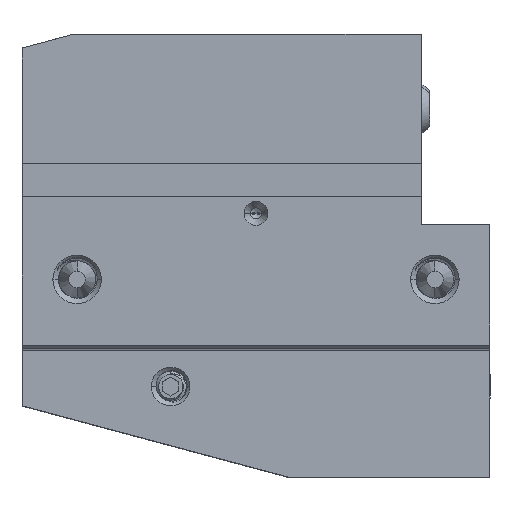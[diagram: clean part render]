
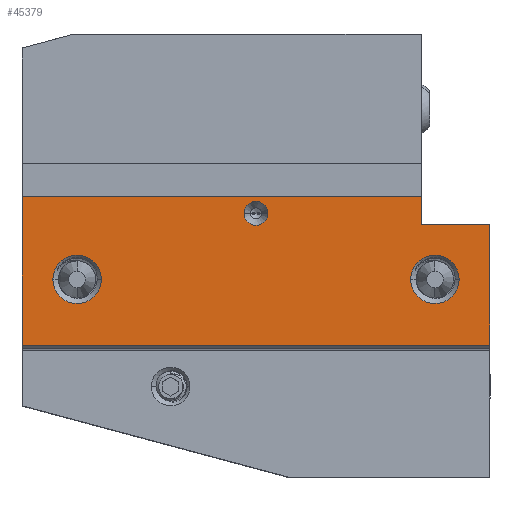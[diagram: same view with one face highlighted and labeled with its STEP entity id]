
A CAD part, top view. The second image highlights one B-rep face of the part: STEP entity #45379.
In plain terms, the highlighted planar face has unit normal (0, 0, 1).
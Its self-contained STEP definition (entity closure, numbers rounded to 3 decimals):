
#11070 = AXIS2_PLACEMENT_3D ( 'NONE', #23638, #23659, #23639 ) ;
#11147 = AXIS2_PLACEMENT_3D ( 'NONE', #43718, #43705, #43706 ) ;
#23638 = CARTESIAN_POINT ( 'NONE',  ( 42.501, 9., 22. ) ) ;
#23639 = DIRECTION ( 'NONE',  ( 0., 1., 0. ) ) ;
#23659 = DIRECTION ( 'NONE',  ( 0., 0., -1. ) ) ;
#23666 = PLANE ( 'NONE',  #11070 ) ;
#25826 = CIRCLE ( 'NONE', #11147, 4.4 ) ;
#25914 = VECTOR ( 'NONE', #45849, 1000. ) ;
#25932 = LINE ( 'NONE', #45846, #25914 ) ;
#26018 = LINE ( 'NONE', #46819, #26059 ) ;
#26024 = LINE ( 'NONE', #46918, #26029 ) ;
#26029 = VECTOR ( 'NONE', #46910, 1000. ) ;
#26038 = CIRCLE ( 'NONE', #46708, 4.4 ) ;
#26048 = CIRCLE ( 'NONE', #46695, 4.4 ) ;
#26059 = VECTOR ( 'NONE', #46813, 1000. ) ;
#26075 = CIRCLE ( 'NONE', #46697, 2.165 ) ;
#26101 = VECTOR ( 'NONE', #47420, 1000. ) ;
#26104 = LINE ( 'NONE', #47428, #26101 ) ;
#26140 = VECTOR ( 'NONE', #48799, 1000. ) ;
#26151 = VECTOR ( 'NONE', #48798, 1000. ) ;
#26157 = LINE ( 'NONE', #48761, #26151 ) ;
#26190 = LINE ( 'NONE', #48789, #26140 ) ;
#36492 = CARTESIAN_POINT ( 'NONE',  ( -42.5, 9., 22. ) ) ;
#37855 = CARTESIAN_POINT ( 'NONE',  ( 28.1, -12., 22. ) ) ;
#37904 = CARTESIAN_POINT ( 'NONE',  ( 36.9, -12., 22. ) ) ;
#38163 = CARTESIAN_POINT ( 'NONE',  ( -28.1, -12., 22. ) ) ;
#38190 = CARTESIAN_POINT ( 'NONE',  ( -36.9, -12., 22. ) ) ;
#39419 = CARTESIAN_POINT ( 'NONE',  ( 42.5, -23.939, 22. ) ) ;
#39445 = CARTESIAN_POINT ( 'NONE',  ( 30., 9., 22. ) ) ;
#39458 = CARTESIAN_POINT ( 'NONE',  ( 30., -2., 22. ) ) ;
#39467 = CARTESIAN_POINT ( 'NONE',  ( 42.5, -2., 22. ) ) ;
#39483 = CARTESIAN_POINT ( 'NONE',  ( -42.5, -23.939, 22. ) ) ;
#39777 = CARTESIAN_POINT ( 'NONE',  ( 2.165, 0., 22. ) ) ;
#39796 = CARTESIAN_POINT ( 'NONE',  ( -2.165, 0., 22. ) ) ;
#40392 = EDGE_CURVE ( 'NONE', #49334, #49374, #60033, .T. ) ;
#43705 = DIRECTION ( 'NONE',  ( 0., 0., -1. ) ) ;
#43706 = DIRECTION ( 'NONE',  ( 0., 1., 0. ) ) ;
#43718 = CARTESIAN_POINT ( 'NONE',  ( 32.5, -12., 22. ) ) ;
#45379 = ADVANCED_FACE ( 'NONE', ( #65881, #65919, #65937, #65882 ), #23666, .F. ) ;
#45846 = CARTESIAN_POINT ( 'NONE',  ( 42.501, 9., 22. ) ) ;
#45849 = DIRECTION ( 'NONE',  ( -1., 0., 0. ) ) ;
#46238 = AXIS2_PLACEMENT_3D ( 'NONE', #61090, #61087, #61105 ) ;
#46695 = AXIS2_PLACEMENT_3D ( 'NONE', #47023, #47024, #47025 ) ;
#46697 = AXIS2_PLACEMENT_3D ( 'NONE', #46804, #46824, #46837 ) ;
#46708 = AXIS2_PLACEMENT_3D ( 'NONE', #47095, #47084, #47052 ) ;
#46804 = CARTESIAN_POINT ( 'NONE',  ( 0., 0., 22. ) ) ;
#46813 = DIRECTION ( 'NONE',  ( 0., 1., 0. ) ) ;
#46819 = CARTESIAN_POINT ( 'NONE',  ( 42.5, 9., 22. ) ) ;
#46824 = DIRECTION ( 'NONE',  ( 0., 0., 1. ) ) ;
#46837 = DIRECTION ( 'NONE',  ( 1., 0., 0. ) ) ;
#46910 = DIRECTION ( 'NONE',  ( 0., -1., 0. ) ) ;
#46918 = CARTESIAN_POINT ( 'NONE',  ( -42.5, 9., 22. ) ) ;
#47023 = CARTESIAN_POINT ( 'NONE',  ( 32.5, -12., 22. ) ) ;
#47024 = DIRECTION ( 'NONE',  ( 0., 0., -1. ) ) ;
#47025 = DIRECTION ( 'NONE',  ( 0., 1., 0. ) ) ;
#47052 = DIRECTION ( 'NONE',  ( 0., 1., 0. ) ) ;
#47084 = DIRECTION ( 'NONE',  ( 0., 0., -1. ) ) ;
#47095 = CARTESIAN_POINT ( 'NONE',  ( -32.5, -12., 22. ) ) ;
#47420 = DIRECTION ( 'NONE',  ( 1., 0., 0. ) ) ;
#47428 = CARTESIAN_POINT ( 'NONE',  ( 42.501, -2., 22. ) ) ;
#48024 = VERTEX_POINT ( 'NONE', #37855 ) ;
#48071 = VERTEX_POINT ( 'NONE', #37904 ) ;
#48761 = CARTESIAN_POINT ( 'NONE',  ( 30., 9., 22. ) ) ;
#48789 = CARTESIAN_POINT ( 'NONE',  ( 42.501, -23.939, 22. ) ) ;
#48798 = DIRECTION ( 'NONE',  ( 0., -1., 0. ) ) ;
#48799 = DIRECTION ( 'NONE',  ( 1., 0., 0. ) ) ;
#49334 = VERTEX_POINT ( 'NONE', #38163 ) ;
#49374 = VERTEX_POINT ( 'NONE', #38190 ) ;
#49710 = VERTEX_POINT ( 'NONE', #36492 ) ;
#49821 = VERTEX_POINT ( 'NONE', #39445 ) ;
#49836 = VERTEX_POINT ( 'NONE', #39419 ) ;
#49868 = VERTEX_POINT ( 'NONE', #39458 ) ;
#49875 = VERTEX_POINT ( 'NONE', #39483 ) ;
#49897 = VERTEX_POINT ( 'NONE', #39467 ) ;
#50279 = VERTEX_POINT ( 'NONE', #39777 ) ;
#50300 = VERTEX_POINT ( 'NONE', #39796 ) ;
#51855 = ORIENTED_EDGE ( 'NONE', *, *, #54069, .F. ) ;
#51877 = ORIENTED_EDGE ( 'NONE', *, *, #53393, .T. ) ;
#51894 = ORIENTED_EDGE ( 'NONE', *, *, #53890, .T. ) ;
#51907 = ORIENTED_EDGE ( 'NONE', *, *, #59181, .F. ) ;
#51909 = ORIENTED_EDGE ( 'NONE', *, *, #54001, .F. ) ;
#51931 = ORIENTED_EDGE ( 'NONE', *, *, #53886, .F. ) ;
#51936 = ORIENTED_EDGE ( 'NONE', *, *, #53966, .T. ) ;
#51944 = ORIENTED_EDGE ( 'NONE', *, *, #53929, .T. ) ;
#51947 = ORIENTED_EDGE ( 'NONE', *, *, #53668, .T. ) ;
#51961 = ORIENTED_EDGE ( 'NONE', *, *, #54071, .T. ) ;
#52035 = ORIENTED_EDGE ( 'NONE', *, *, #53967, .T. ) ;
#52050 = ORIENTED_EDGE ( 'NONE', *, *, #40392, .T. ) ;
#53393 = EDGE_CURVE ( 'NONE', #48071, #48024, #25826, .T. ) ;
#53668 = EDGE_CURVE ( 'NONE', #49821, #49710, #25932, .T. ) ;
#53886 = EDGE_CURVE ( 'NONE', #50279, #50300, #26075, .T. ) ;
#53890 = EDGE_CURVE ( 'NONE', #49836, #49897, #26018, .T. ) ;
#53929 = EDGE_CURVE ( 'NONE', #49710, #49875, #26024, .T. ) ;
#53966 = EDGE_CURVE ( 'NONE', #48024, #48071, #26048, .T. ) ;
#53967 = EDGE_CURVE ( 'NONE', #49374, #49334, #26038, .T. ) ;
#54001 = EDGE_CURVE ( 'NONE', #49868, #49897, #26104, .T. ) ;
#54069 = EDGE_CURVE ( 'NONE', #49821, #49868, #26157, .T. ) ;
#54071 = EDGE_CURVE ( 'NONE', #49875, #49836, #26190, .T. ) ;
#57259 = CIRCLE ( 'NONE', #46238, 2.165 ) ;
#59181 = EDGE_CURVE ( 'NONE', #50300, #50279, #57259, .T. ) ;
#59929 = AXIS2_PLACEMENT_3D ( 'NONE', #62599, #62601, #62614 ) ;
#60033 = CIRCLE ( 'NONE', #59929, 4.4 ) ;
#60274 = EDGE_LOOP ( 'NONE', ( #51877, #51936 ) ) ;
#60315 = EDGE_LOOP ( 'NONE', ( #51944, #51961, #51894, #51909, #51855, #51947 ) ) ;
#60326 = EDGE_LOOP ( 'NONE', ( #51931, #51907 ) ) ;
#60327 = EDGE_LOOP ( 'NONE', ( #52050, #52035 ) ) ;
#61087 = DIRECTION ( 'NONE',  ( 0., 0., 1. ) ) ;
#61090 = CARTESIAN_POINT ( 'NONE',  ( 0., 0., 22. ) ) ;
#61105 = DIRECTION ( 'NONE',  ( 1., 0., 0. ) ) ;
#62599 = CARTESIAN_POINT ( 'NONE',  ( -32.5, -12., 22. ) ) ;
#62601 = DIRECTION ( 'NONE',  ( 0., 0., -1. ) ) ;
#62614 = DIRECTION ( 'NONE',  ( 0., 1., 0. ) ) ;
#65881 = FACE_BOUND ( 'NONE', #60326, .T. ) ;
#65882 = FACE_BOUND ( 'NONE', #60327, .T. ) ;
#65919 = FACE_OUTER_BOUND ( 'NONE', #60315, .T. ) ;
#65937 = FACE_BOUND ( 'NONE', #60274, .T. ) ;
